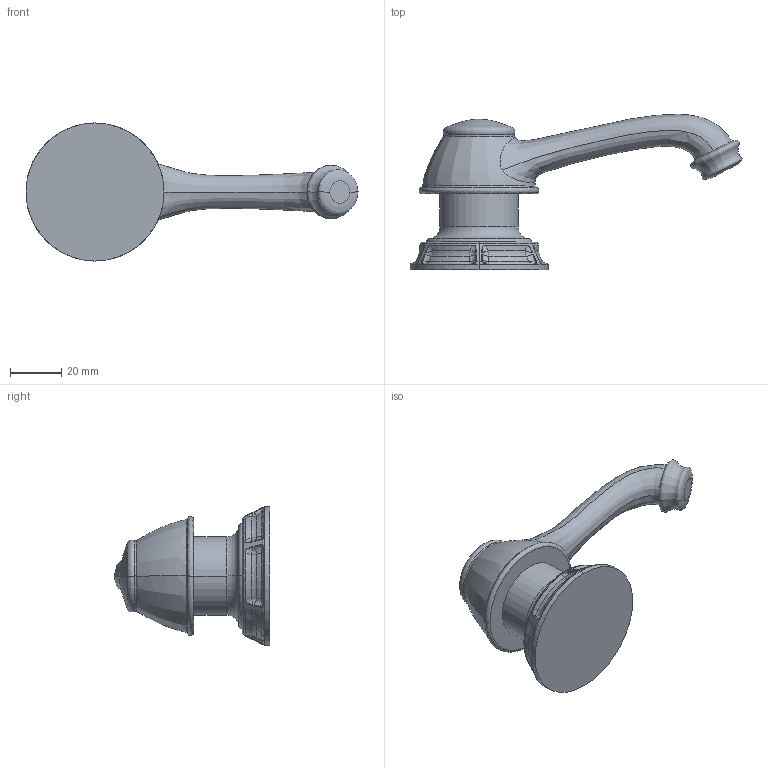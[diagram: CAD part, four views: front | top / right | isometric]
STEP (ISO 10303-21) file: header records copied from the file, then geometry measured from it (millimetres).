
FILE_DESCRIPTION((''),'2;1');
FILE_NAME('3210-5721','2021-04-27T11:33:14',('jinson.thomas'),(''),'CREO PARAMETRIC BY PTC INC, 2018400','CREO PARAMETRIC BY PTC INC, 2018400','');
FILE_SCHEMA(('CONFIG_CONTROL_DESIGN'));
Length unit declared in the file: inch
Products named in the file (1): 3210-5721
Bounding box: 129.81 x 60.79 x 53.98 mm (x, y, z)
Volume: 80853.2 mm3; surface area: 15623 mm2
Topology: 1 solids, 1 shells, 186 faces, 429 edges, 245 vertices
Faces by surface type: bspline 116, torus 36, cylinder 10, plane 10, cone 8, revolution 6
Entity records: 12373 total; most frequent: CARTESIAN_POINT 8912, ORIENTED_EDGE 854, DIRECTION 540, EDGE_CURVE 427, AXIS2_PLACEMENT_3D 264, VERTEX_POINT 245, B_SPLINE_CURVE_WITH_KNOTS 227, CIRCLE 200
